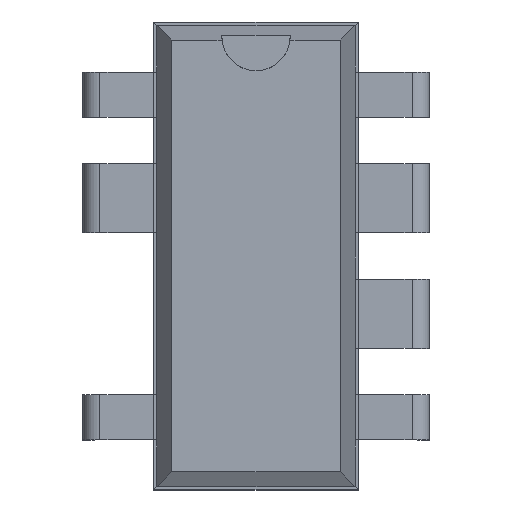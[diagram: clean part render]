
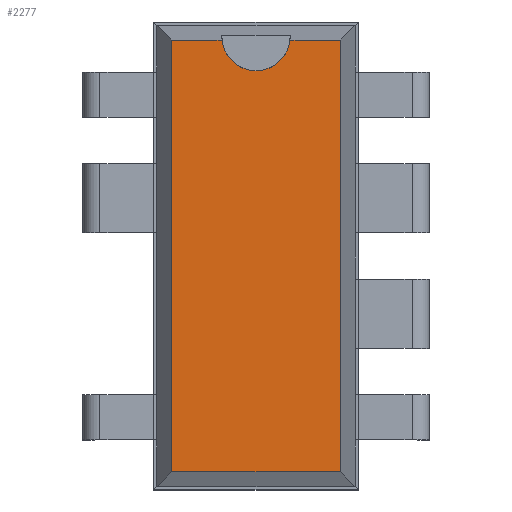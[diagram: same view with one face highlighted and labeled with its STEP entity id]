
A CAD part, top view. The second image highlights one B-rep face of the part: STEP entity #2277.
In plain terms, the highlighted planar face has unit normal (0, 0, 1).
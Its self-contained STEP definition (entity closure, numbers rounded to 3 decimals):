
#27=VECTOR('',#28,1.);
#28=DIRECTION('',(0.,1.,0.));
#34=VECTOR('',#35,1.);
#35=DIRECTION('',(-1.,0.,0.));
#41=VECTOR('',#42,1.);
#42=DIRECTION('',(0.,-1.,0.));
#46=VECTOR('',#47,1.);
#47=DIRECTION('',(1.,0.,0.));
#50=DIRECTION('',(0.,0.,-1.));
#1066=DIRECTION('',(0.,0.,-1.));
#1332=VERTEX_POINT('',#1333);
#1333=CARTESIAN_POINT('',(5.534,0.931,3.68));
#1335=ORIENTED_EDGE('',*,*,#1336,.F.);
#1336=EDGE_CURVE('',#1337,#1332,#1339,.T.);
#1337=VERTEX_POINT('',#1338);
#1338=CARTESIAN_POINT('',(5.534,-8.551,3.68));
#1339=LINE('',#1338,#27);
#1854=VERTEX_POINT('',#1855);
#1855=CARTESIAN_POINT('',(1.832,0.931,3.68));
#1857=ORIENTED_EDGE('',*,*,#1858,.F.);
#1858=EDGE_CURVE('',#1859,#1854,#1861,.T.);
#1859=VERTEX_POINT('',#1860);
#1860=CARTESIAN_POINT('',(2.937,0.931,3.68));
#1861=LINE('',#1333,#34);
#1880=VERTEX_POINT('',#1881);
#1881=CARTESIAN_POINT('',(4.429,0.931,3.68));
#1887=ORIENTED_EDGE('',*,*,#1888,.F.);
#1888=EDGE_CURVE('',#1332,#1880,#1861,.T.);
#1905=VERTEX_POINT('',#1906);
#1906=CARTESIAN_POINT('',(1.832,-8.551,3.68));
#1908=ORIENTED_EDGE('',*,*,#1909,.F.);
#1909=EDGE_CURVE('',#1854,#1905,#1910,.T.);
#1910=LINE('',#1855,#41);
#2272=ORIENTED_EDGE('',*,*,#2273,.F.);
#2273=EDGE_CURVE('',#1905,#1337,#2274,.T.);
#2274=LINE('',#1906,#46);
#2277=ADVANCED_FACE('',(#2278),#2289,.F.);
#2278=FACE_BOUND('',#2279,.F.);
#2279=EDGE_LOOP('',(#1335,#2272,#1908,#1857,#2280,#2287,#1887));
#2280=ORIENTED_EDGE('',*,*,#2281,.F.);
#2281=EDGE_CURVE('',#2282,#1859,#2284,.T.);
#2282=VERTEX_POINT('',#2283);
#2283=CARTESIAN_POINT('',(3.683,0.256,3.68));
#2284=CIRCLE('',#2285,0.75);
#2285=AXIS2_PLACEMENT_3D('',#2286,#1066,#42);
#2286=CARTESIAN_POINT('',(3.683,1.006,3.68));
#2287=ORIENTED_EDGE('',*,*,#2288,.F.);
#2288=EDGE_CURVE('',#1880,#2282,#2284,.T.);
#2289=PLANE('',#2290);
#2290=AXIS2_PLACEMENT_3D('',#1338,#50,#2291);
#2291=DIRECTION('',(-0.364,0.932,0.));
